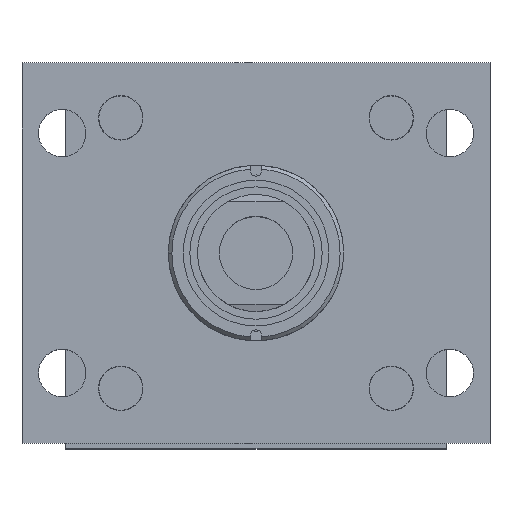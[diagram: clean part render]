
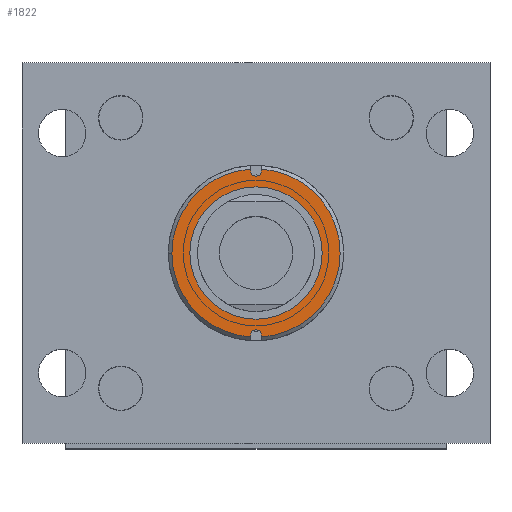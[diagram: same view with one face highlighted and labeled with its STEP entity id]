
A CAD part, top view. The second image highlights one B-rep face of the part: STEP entity #1822.
In plain terms, the highlighted planar face has unit normal (0, 0, 1).
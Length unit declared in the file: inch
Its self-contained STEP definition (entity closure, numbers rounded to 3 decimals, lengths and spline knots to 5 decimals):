
#21 = VERTEX_POINT ( 'NONE', #1514 ) ;
#23 = VERTEX_POINT ( 'NONE', #3217 ) ;
#71 = VECTOR ( 'NONE', #10978, 39.37008 ) ;
#92 = AXIS2_PLACEMENT_3D ( 'NONE', #9924, #928, #5582 ) ;
#186 = EDGE_CURVE ( 'NONE', #1181, #4096, #9462, .T. ) ;
#508 = EDGE_CURVE ( 'NONE', #7057, #1181, #10399, .T. ) ;
#828 = DIRECTION ( 'NONE',  ( 0., 0., -1. ) ) ;
#928 = DIRECTION ( 'NONE',  ( 0., 0., 1. ) ) ;
#1045 = VERTEX_POINT ( 'NONE', #5519 ) ;
#1046 = AXIS2_PLACEMENT_3D ( 'NONE', #3607, #10639, #5414 ) ;
#1097 = ORIENTED_EDGE ( 'NONE', *, *, #186, .F. ) ;
#1181 = VERTEX_POINT ( 'NONE', #9259 ) ;
#1205 = EDGE_CURVE ( 'NONE', #8161, #4096, #7564, .T. ) ;
#1232 = PLANE ( 'NONE',  #7882 ) ;
#1257 = EDGE_LOOP ( 'NONE', ( #5740, #9729 ) ) ;
#1281 = CARTESIAN_POINT ( 'NONE',  ( 19.3411, 41.0137, -2.93519 ) ) ;
#1373 = CIRCLE ( 'NONE', #3375, 0.094 ) ;
#1376 = EDGE_CURVE ( 'NONE', #23, #7057, #1709, .T. ) ;
#1514 = CARTESIAN_POINT ( 'NONE',  ( 20.37814, 42.4197, -2.93519 ) ) ;
#1709 = LINE ( 'NONE', #5127, #8378 ) ;
#1772 = LINE ( 'NONE', #4015, #7352 ) ;
#1822 = ADVANCED_FACE ( 'NONE', ( #6525, #10587 ), #1232, .T. ) ;
#2094 = EDGE_CURVE ( 'NONE', #1045, #6349, #5637, .T. ) ;
#2100 = CARTESIAN_POINT ( 'NONE',  ( 19.3411, 40.98477, -2.93519 ) ) ;
#2261 = DIRECTION ( 'NONE',  ( 0., 0., -1. ) ) ;
#3016 = VECTOR ( 'NONE', #3869, 39.37008 ) ;
#3120 = CIRCLE ( 'NONE', #4487, 1.13104 ) ;
#3132 = EDGE_LOOP ( 'NONE', ( #4306, #10345, #8151, #10204, #9051, #7237, #1097, #7293, #3577 ) ) ;
#3217 = CARTESIAN_POINT ( 'NONE',  ( 19.1531, 41.0137, -2.93519 ) ) ;
#3341 = AXIS2_PLACEMENT_3D ( 'NONE', #6058, #9547, #6991 ) ;
#3375 = AXIS2_PLACEMENT_3D ( 'NONE', #5225, #6124, #10480 ) ;
#3472 = EDGE_CURVE ( 'NONE', #10768, #6349, #10760, .T. ) ;
#3577 = ORIENTED_EDGE ( 'NONE', *, *, #1376, .F. ) ;
#3607 = CARTESIAN_POINT ( 'NONE',  ( 19.2471, 42.4197, -2.93519 ) ) ;
#3869 = DIRECTION ( 'NONE',  ( 0., -1., 0. ) ) ;
#4004 = CARTESIAN_POINT ( 'NONE',  ( 19.2471, 42.4197, -2.93519 ) ) ;
#4015 = CARTESIAN_POINT ( 'NONE',  ( 19.3411, 43.55073, -2.93519 ) ) ;
#4096 = VERTEX_POINT ( 'NONE', #4115 ) ;
#4115 = CARTESIAN_POINT ( 'NONE',  ( 19.1531, 43.85462, -2.93519 ) ) ;
#4160 = CARTESIAN_POINT ( 'NONE',  ( 19.1531, 43.8257, -2.93519 ) ) ;
#4306 = ORIENTED_EDGE ( 'NONE', *, *, #6569, .F. ) ;
#4487 = AXIS2_PLACEMENT_3D ( 'NONE', #10424, #5259, #9684 ) ;
#4807 = CARTESIAN_POINT ( 'NONE',  ( 19.2471, 43.55073, -2.93519 ) ) ;
#4890 = VERTEX_POINT ( 'NONE', #8058 ) ;
#4961 = AXIS2_PLACEMENT_3D ( 'NONE', #4004, #2261, #10099 ) ;
#5127 = CARTESIAN_POINT ( 'NONE',  ( 19.1531, 43.55073, -2.93519 ) ) ;
#5225 = CARTESIAN_POINT ( 'NONE',  ( 19.2471, 41.0137, -2.93519 ) ) ;
#5233 = EDGE_CURVE ( 'NONE', #4890, #1045, #1772, .T. ) ;
#5259 = DIRECTION ( 'NONE',  ( 0., 0., -1. ) ) ;
#5414 = DIRECTION ( 'NONE',  ( -1., 0., 0. ) ) ;
#5519 = CARTESIAN_POINT ( 'NONE',  ( 19.3411, 43.85462, -2.93519 ) ) ;
#5582 = DIRECTION ( 'NONE',  ( 1., 0., 0. ) ) ;
#5637 = CIRCLE ( 'NONE', #3341, 1.438 ) ;
#5740 = ORIENTED_EDGE ( 'NONE', *, *, #6629, .T. ) ;
#5742 = DIRECTION ( 'NONE',  ( 0., 1., 0. ) ) ;
#5970 = CIRCLE ( 'NONE', #92, 0.094 ) ;
#6058 = CARTESIAN_POINT ( 'NONE',  ( 19.2471, 42.4197, -2.93519 ) ) ;
#6124 = DIRECTION ( 'NONE',  ( 0., 0., 1. ) ) ;
#6295 = CARTESIAN_POINT ( 'NONE',  ( 19.1531, 40.98477, -2.93519 ) ) ;
#6349 = VERTEX_POINT ( 'NONE', #2100 ) ;
#6525 = FACE_OUTER_BOUND ( 'NONE', #3132, .T. ) ;
#6569 = EDGE_CURVE ( 'NONE', #10768, #23, #1373, .T. ) ;
#6629 = EDGE_CURVE ( 'NONE', #7059, #21, #8610, .T. ) ;
#6970 = CARTESIAN_POINT ( 'NONE',  ( 19.2471, 42.4197, -2.93519 ) ) ;
#6991 = DIRECTION ( 'NONE',  ( -1., 0., 0. ) ) ;
#7057 = VERTEX_POINT ( 'NONE', #6295 ) ;
#7059 = VERTEX_POINT ( 'NONE', #10643 ) ;
#7237 = ORIENTED_EDGE ( 'NONE', *, *, #1205, .T. ) ;
#7293 = ORIENTED_EDGE ( 'NONE', *, *, #508, .F. ) ;
#7352 = VECTOR ( 'NONE', #5742, 39.37008 ) ;
#7426 = DIRECTION ( 'NONE',  ( 1., 0., 0. ) ) ;
#7564 = LINE ( 'NONE', #11021, #71 ) ;
#7882 = AXIS2_PLACEMENT_3D ( 'NONE', #4807, #8377, #7426 ) ;
#8058 = CARTESIAN_POINT ( 'NONE',  ( 19.3411, 43.8257, -2.93519 ) ) ;
#8151 = ORIENTED_EDGE ( 'NONE', *, *, #2094, .F. ) ;
#8161 = VERTEX_POINT ( 'NONE', #4160 ) ;
#8377 = DIRECTION ( 'NONE',  ( 0., 0., 1. ) ) ;
#8378 = VECTOR ( 'NONE', #11161, 39.37008 ) ;
#8404 = CARTESIAN_POINT ( 'NONE',  ( 19.3411, 43.55073, -2.93519 ) ) ;
#8524 = EDGE_CURVE ( 'NONE', #21, #7059, #3120, .T. ) ;
#8610 = CIRCLE ( 'NONE', #1046, 1.13104 ) ;
#9051 = ORIENTED_EDGE ( 'NONE', *, *, #9082, .F. ) ;
#9082 = EDGE_CURVE ( 'NONE', #8161, #4890, #5970, .T. ) ;
#9256 = AXIS2_PLACEMENT_3D ( 'NONE', #6970, #828, #11204 ) ;
#9259 = CARTESIAN_POINT ( 'NONE',  ( 17.8091, 42.4197, -2.93519 ) ) ;
#9462 = CIRCLE ( 'NONE', #9256, 1.438 ) ;
#9547 = DIRECTION ( 'NONE',  ( 0., 0., -1. ) ) ;
#9684 = DIRECTION ( 'NONE',  ( -1., 0., 0. ) ) ;
#9729 = ORIENTED_EDGE ( 'NONE', *, *, #8524, .T. ) ;
#9924 = CARTESIAN_POINT ( 'NONE',  ( 19.2471, 43.8257, -2.93519 ) ) ;
#10099 = DIRECTION ( 'NONE',  ( -1., 0., 0. ) ) ;
#10204 = ORIENTED_EDGE ( 'NONE', *, *, #5233, .F. ) ;
#10345 = ORIENTED_EDGE ( 'NONE', *, *, #3472, .T. ) ;
#10399 = CIRCLE ( 'NONE', #4961, 1.438 ) ;
#10424 = CARTESIAN_POINT ( 'NONE',  ( 19.2471, 42.4197, -2.93519 ) ) ;
#10480 = DIRECTION ( 'NONE',  ( 1., 0., 0. ) ) ;
#10587 = FACE_BOUND ( 'NONE', #1257, .T. ) ;
#10639 = DIRECTION ( 'NONE',  ( 0., 0., -1. ) ) ;
#10643 = CARTESIAN_POINT ( 'NONE',  ( 18.11607, 42.4197, -2.93519 ) ) ;
#10760 = LINE ( 'NONE', #8404, #3016 ) ;
#10768 = VERTEX_POINT ( 'NONE', #1281 ) ;
#10978 = DIRECTION ( 'NONE',  ( 0., 1., 0. ) ) ;
#11021 = CARTESIAN_POINT ( 'NONE',  ( 19.1531, 43.55073, -2.93519 ) ) ;
#11161 = DIRECTION ( 'NONE',  ( 0., -1., 0. ) ) ;
#11204 = DIRECTION ( 'NONE',  ( -1., 0., 0. ) ) ;
